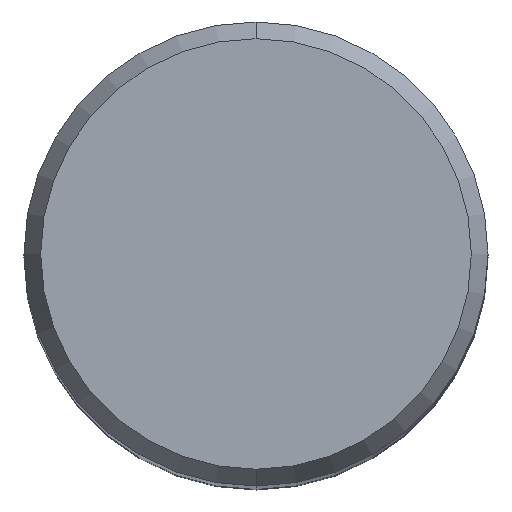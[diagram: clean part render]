
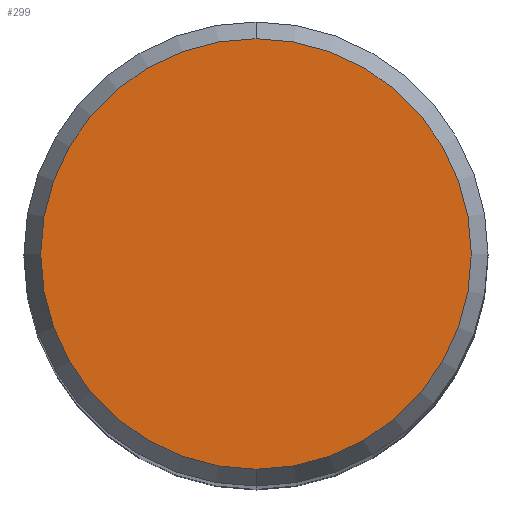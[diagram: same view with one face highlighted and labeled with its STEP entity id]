
A CAD part, top view. The second image highlights one B-rep face of the part: STEP entity #299.
In plain terms, the highlighted planar face has unit normal (0, 0, 1).
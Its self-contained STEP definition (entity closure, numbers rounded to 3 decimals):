
#211=EDGE_CURVE('',#333,#239,#483,.T.);
#239=VERTEX_POINT('',#514);
#263=EDGE_CURVE('',#239,#333,#541,.T.);
#299=ADVANCED_FACE('',(#579),#580,.T.);
#333=VERTEX_POINT('',#619);
#483=CIRCLE('',#845,5.892);
#514=CARTESIAN_POINT('',(0.,-5.892,0.0));
#541=CIRCLE('',#914,5.892);
#579=FACE_OUTER_BOUND('',#1032,.T.);
#580=PLANE('',#1033);
#619=CARTESIAN_POINT('',(0.0,5.892,0.0));
#845=AXIS2_PLACEMENT_3D('',#1403,#1404,#1405);
#914=AXIS2_PLACEMENT_3D('',#1463,#1464,#1465);
#1032=EDGE_LOOP('',(#1503,#1504));
#1033=AXIS2_PLACEMENT_3D('',#1505,#1506,#1507);
#1403=CARTESIAN_POINT('',(0.0,0.0,0.0));
#1404=DIRECTION('',(0.0,0.0,-1.0));
#1405=DIRECTION('',(0.0,1.0,0.0));
#1463=CARTESIAN_POINT('',(0.0,0.0,0.0));
#1464=DIRECTION('',(0.0,0.0,-1.0));
#1465=DIRECTION('',(0.0,1.0,0.0));
#1503=ORIENTED_EDGE('',*,*,#211,.F.);
#1504=ORIENTED_EDGE('',*,*,#263,.F.);
#1505=CARTESIAN_POINT('',(0.0,2.946,0.0));
#1506=DIRECTION('',(-0.0,0.0,1.0));
#1507=DIRECTION('',(0.0,-1.0,0.0));
